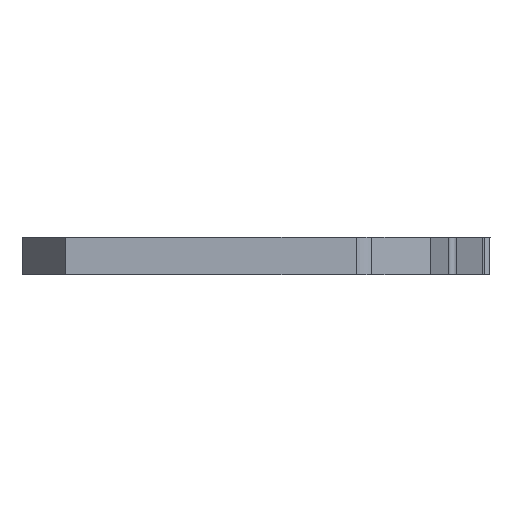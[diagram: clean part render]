
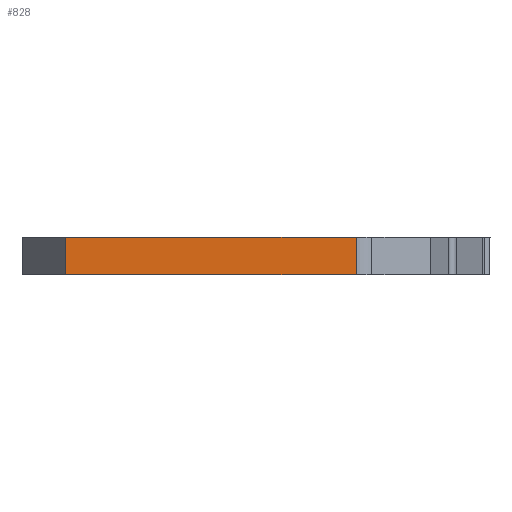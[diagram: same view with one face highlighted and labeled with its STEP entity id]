
A CAD part, left-side view. The second image highlights one B-rep face of the part: STEP entity #828.
In plain terms, the highlighted planar face has unit normal (-1, 0, 0).
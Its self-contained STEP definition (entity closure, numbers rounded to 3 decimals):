
#95 = VERTEX_POINT ( 'NONE', #538 ) ;
#102 = ORIENTED_EDGE ( 'NONE', *, *, #1393, .F. ) ;
#120 = ORIENTED_EDGE ( 'NONE', *, *, #1931, .F. ) ;
#150 = DIRECTION ( 'NONE',  ( 0., -1., 0. ) ) ;
#154 = CARTESIAN_POINT ( 'NONE',  ( -43.1, 22.676, 2. ) ) ;
#424 = LINE ( 'NONE', #713, #564 ) ;
#425 = CARTESIAN_POINT ( 'NONE',  ( -43.1, 22.676, 2. ) ) ;
#464 = VECTOR ( 'NONE', #2378, 1000. ) ;
#538 = CARTESIAN_POINT ( 'NONE',  ( -43.1, 22.676, 0. ) ) ;
#564 = VECTOR ( 'NONE', #716, 1000. ) ;
#639 = LINE ( 'NONE', #2712, #1298 ) ;
#655 = AXIS2_PLACEMENT_3D ( 'NONE', #1514, #1510, #1503 ) ;
#713 = CARTESIAN_POINT ( 'NONE',  ( -43.1, 7.149, 2. ) ) ;
#716 = DIRECTION ( 'NONE',  ( 0., 0., -1. ) ) ;
#717 = EDGE_LOOP ( 'NONE', ( #102, #2102, #120, #1076 ) ) ;
#828 = ADVANCED_FACE ( 'NONE', ( #2144 ), #1544, .F. ) ;
#1076 = ORIENTED_EDGE ( 'NONE', *, *, #1815, .T. ) ;
#1279 = VECTOR ( 'NONE', #150, 1000. ) ;
#1298 = VECTOR ( 'NONE', #2654, 1000. ) ;
#1393 = EDGE_CURVE ( 'NONE', #2727, #2628, #424, .T. ) ;
#1503 = DIRECTION ( 'NONE',  ( 0., 1., 0. ) ) ;
#1508 = VERTEX_POINT ( 'NONE', #425 ) ;
#1510 = DIRECTION ( 'NONE',  ( 1., 0., 0. ) ) ;
#1514 = CARTESIAN_POINT ( 'NONE',  ( -43.1, 22.676, 2. ) ) ;
#1533 = CARTESIAN_POINT ( 'NONE',  ( -43.1, 7.149, 2. ) ) ;
#1544 = PLANE ( 'NONE',  #655 ) ;
#1689 = EDGE_CURVE ( 'NONE', #1508, #2727, #1729, .T. ) ;
#1729 = LINE ( 'NONE', #154, #1279 ) ;
#1746 = CARTESIAN_POINT ( 'NONE',  ( -43.1, 7.149, 0. ) ) ;
#1815 = EDGE_CURVE ( 'NONE', #95, #2628, #1970, .T. ) ;
#1931 = EDGE_CURVE ( 'NONE', #95, #1508, #639, .T. ) ;
#1970 = LINE ( 'NONE', #2369, #464 ) ;
#2102 = ORIENTED_EDGE ( 'NONE', *, *, #1689, .F. ) ;
#2144 = FACE_OUTER_BOUND ( 'NONE', #717, .T. ) ;
#2369 = CARTESIAN_POINT ( 'NONE',  ( -43.1, 12.227, 0. ) ) ;
#2378 = DIRECTION ( 'NONE',  ( 0., -1., 0. ) ) ;
#2628 = VERTEX_POINT ( 'NONE', #1746 ) ;
#2654 = DIRECTION ( 'NONE',  ( 0., 0., 1. ) ) ;
#2712 = CARTESIAN_POINT ( 'NONE',  ( -43.1, 22.676, 2. ) ) ;
#2727 = VERTEX_POINT ( 'NONE', #1533 ) ;
